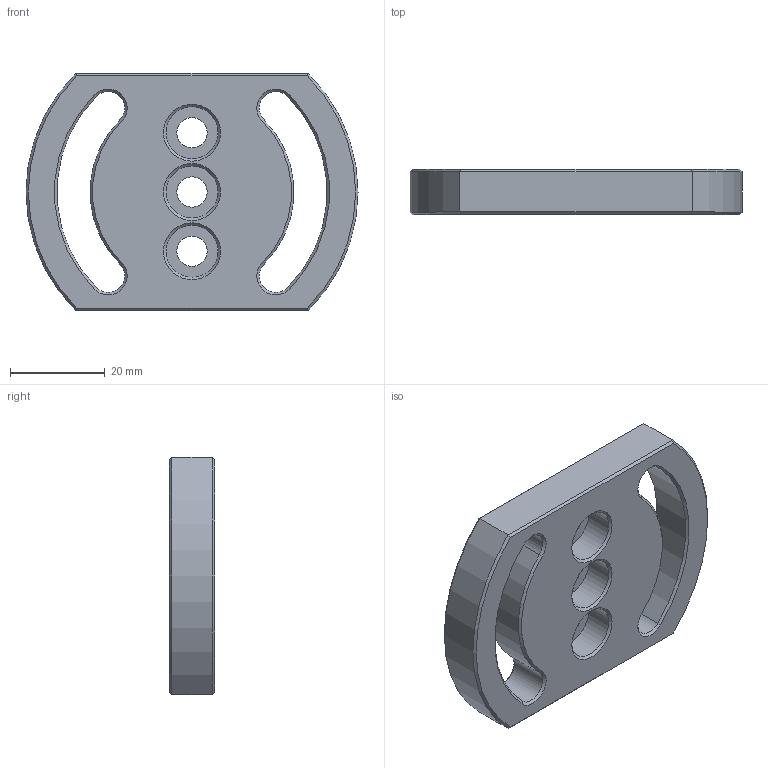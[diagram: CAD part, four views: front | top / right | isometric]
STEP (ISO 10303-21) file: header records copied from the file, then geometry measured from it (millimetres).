
FILE_DESCRIPTION (( 'STEP AP203' ), '1' );
FILE_NAME ('SBR-2.STEP', '2017-02-23T09:59:11', ( '¦K¬P' ), ( '' ), 'SwSTEP 2.0', 'SolidWorks 2012', '' );
FILE_SCHEMA (( 'CONFIG_CONTROL_DESIGN' ));
Length unit declared in the file: millimetre
Products named in the file (1): SBR-2
Bounding box: 70 x 9.5 x 50 mm (x, y, z)
Volume: 21950.7 mm3; surface area: 9365.1 mm2
Topology: 1 solids, 1 shells, 53 faces, 120 edges, 72 vertices
Faces by surface type: cone 26, cylinder 16, plane 11
Full cylindrical faces by diameter (mm): 6.4 x3, 11 x3
Entity records: 1471 total; most frequent: DIRECTION 260, CARTESIAN_POINT 246, ORIENTED_EDGE 204, AXIS2_PLACEMENT_3D 112, EDGE_CURVE 102, EDGE_LOOP 78, VERTEX_POINT 66, FACE_OUTER_BOUND 59
